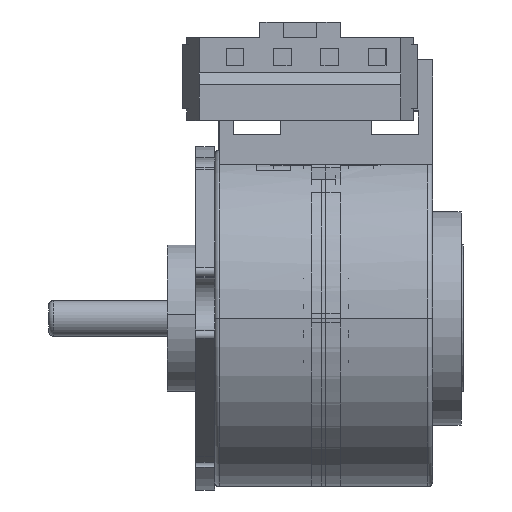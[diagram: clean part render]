
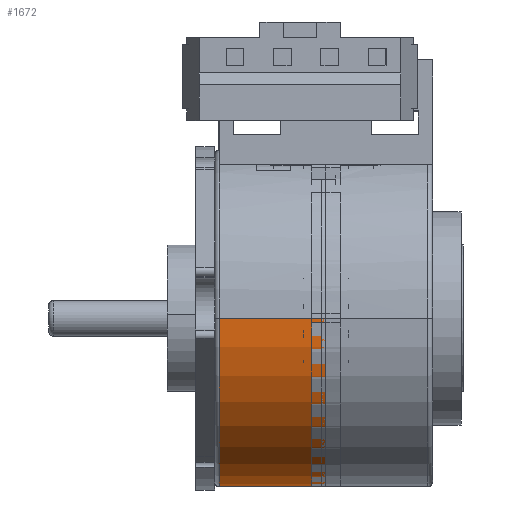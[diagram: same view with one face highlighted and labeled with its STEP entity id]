
A CAD part, top view. The second image highlights one B-rep face of the part: STEP entity #1672.
In plain terms, the highlighted cylindrical face has radius 7.1 mm (diameter 14.2 mm), a partial arc.
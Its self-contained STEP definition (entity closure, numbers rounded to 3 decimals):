
#120=CARTESIAN_POINT('',(0.2,0.,0.));
#121=DIRECTION('',(-1.,0.,0.));
#122=DIRECTION('',(0.,0.,-1.));
#123=AXIS2_PLACEMENT_3D('',#120,#121,#122);
#125=DIRECTION('',(-1.,0.,0.));
#126=VECTOR('',#125,4.5);
#127=CARTESIAN_POINT('',(4.7,0.,7.1));
#128=LINE('',#127,#126);
#129=CARTESIAN_POINT('',(4.7,0.,0.));
#130=DIRECTION('',(-1.,0.,0.));
#131=DIRECTION('',(0.,0.,-1.));
#132=AXIS2_PLACEMENT_3D('',#129,#130,#131);
#134=DIRECTION('',(-1.,0.,0.));
#135=VECTOR('',#134,4.5);
#136=CARTESIAN_POINT('',(4.7,0.,-7.1));
#137=LINE('',#136,#135);
#1199=CARTESIAN_POINT('',(4.7,0.,-7.1));
#1200=CARTESIAN_POINT('',(4.7,0.,7.1));
#1201=VERTEX_POINT('',#1199);
#1202=VERTEX_POINT('',#1200);
#1207=CARTESIAN_POINT('',(0.2,0.,7.1));
#1208=CARTESIAN_POINT('',(0.2,0.,-7.1));
#1209=VERTEX_POINT('',#1207);
#1210=VERTEX_POINT('',#1208);
#1658=CARTESIAN_POINT('',(-0.235,0.,0.));
#1659=DIRECTION('',(1.,0.,0.));
#1660=DIRECTION('',(0.,0.,1.));
#1661=AXIS2_PLACEMENT_3D('',#1658,#1659,#1660);
#1662=CYLINDRICAL_SURFACE('',#1661,7.1);
#1663=ORIENTED_EDGE('',*,*,#1652,.T.);
#1665=ORIENTED_EDGE('',*,*,#1664,.F.);
#1667=ORIENTED_EDGE('',*,*,#1666,.F.);
#1669=ORIENTED_EDGE('',*,*,#1668,.T.);
#1670=EDGE_LOOP('',(#1663,#1665,#1667,#1669));
#1671=FACE_OUTER_BOUND('',#1670,.F.);
#1672=ADVANCED_FACE('',(#1671),#1662,.T.);
#124=CIRCLE('',#123,7.1);
#133=CIRCLE('',#132,7.1);
#1652=EDGE_CURVE('',#1210,#1209,#124,.T.);
#1664=EDGE_CURVE('',#1202,#1209,#128,.T.);
#1666=EDGE_CURVE('',#1201,#1202,#133,.T.);
#1668=EDGE_CURVE('',#1201,#1210,#137,.T.);
